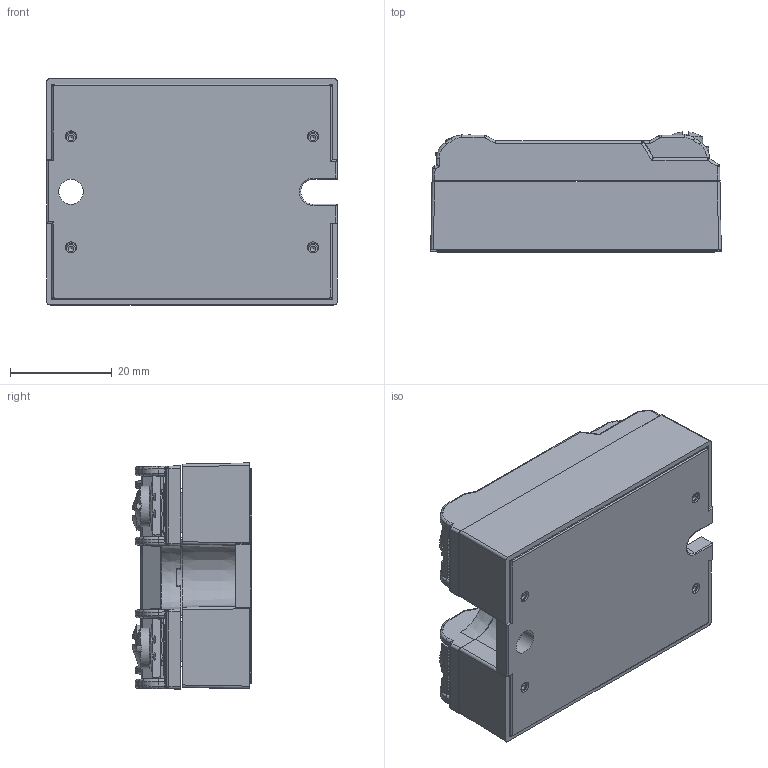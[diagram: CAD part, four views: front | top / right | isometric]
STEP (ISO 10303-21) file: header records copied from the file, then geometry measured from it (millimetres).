
FILE_DESCRIPTION (( 'STEP AP214' ), '1' );
FILE_NAME ('108001.STEP', '2016-12-02T23:01:20', ( '' ), ( '' ), 'SwSTEP 2.0', 'SolidWorks 2015', '' );
FILE_SCHEMA (( 'AUTOMOTIVE_DESIGN' ));
Length unit declared in the file: inch
Products named in the file (1): 108001
Bounding box: 57.15 x 23.57 x 44.53 mm (x, y, z)
Surface area: 14979.3 mm2 (no closed solid volume)
Topology: 0 solids, 31 shells, 893 faces, 4650 edges, 3652 vertices
Faces by surface type: plane 371, cylinder 297, bspline 202, cone 23
Full cylindrical faces by diameter (mm): 2.159 x4, 4.572 x1, 4.877 x1, 6.858 x2, 8.001 x2
Entity records: 60595 total; most frequent: CARTESIAN_POINT 15136, ORIENTED_EDGE 6422, DIRECTION 5893, EDGE_CURVE 4572, VERTEX_POINT 3637, VECTOR 3379, LINE 3379, EDGE_LOOP 1330
